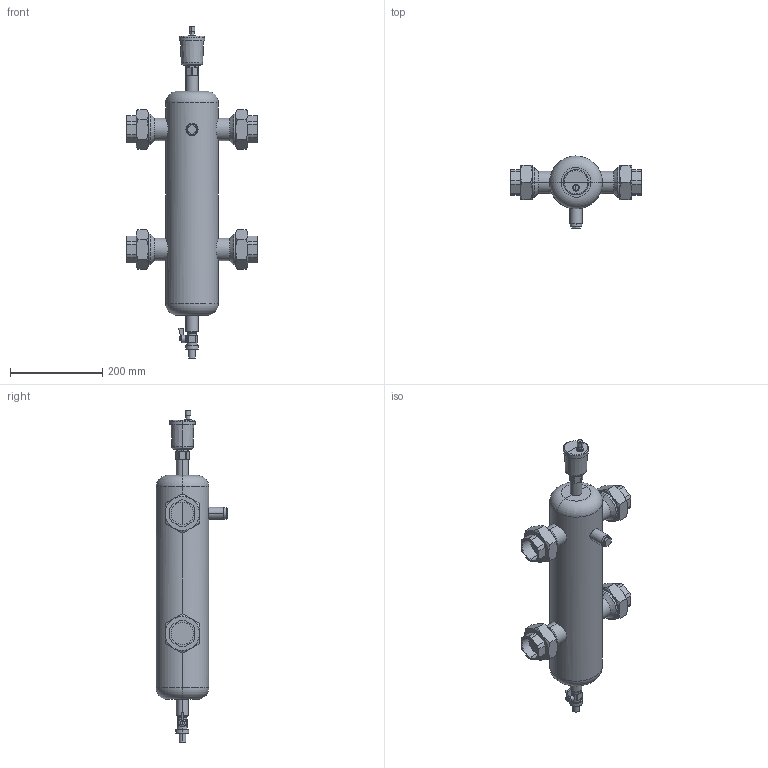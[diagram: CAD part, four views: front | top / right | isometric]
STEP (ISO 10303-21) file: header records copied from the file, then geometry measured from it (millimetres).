
FILE_DESCRIPTION(/* description */ (''),/* implementation_level */ '2;1');
FILE_NAME(/* name */ '548008 (STP).stp',/* time_stamp */ '2018-02-01T15:20:55+01:00',/* author */ ('ufftec'),/* organization */ (''),/* preprocessor_version */ 'ST-DEVELOPER v16.5',/* originating_system */ 'Autodesk Inventor 2017',/* authorisation */ '');
FILE_SCHEMA (('AUTOMOTIVE_DESIGN { 1 0 10303 214 3 1 1 }'));
Length unit declared in the file: millimetre
Products named in the file (1): 548008
Bounding box: 282 x 155.92 x 719 mm (x, y, z)
Volume: 5982352.2 mm3; surface area: 335277.8 mm2
Topology: 11 solids, 11 shells, 321 faces, 734 edges, 450 vertices
Faces by surface type: plane 171, cylinder 110, cone 32, torus 8
Entity records: 9638 total; most frequent: CARTESIAN_POINT 2434, DIRECTION 1530, ORIENTED_EDGE 1468, EDGE_CURVE 734, AXIS2_PLACEMENT_3D 572, VERTEX_POINT 450, LINE 386, VECTOR 386
